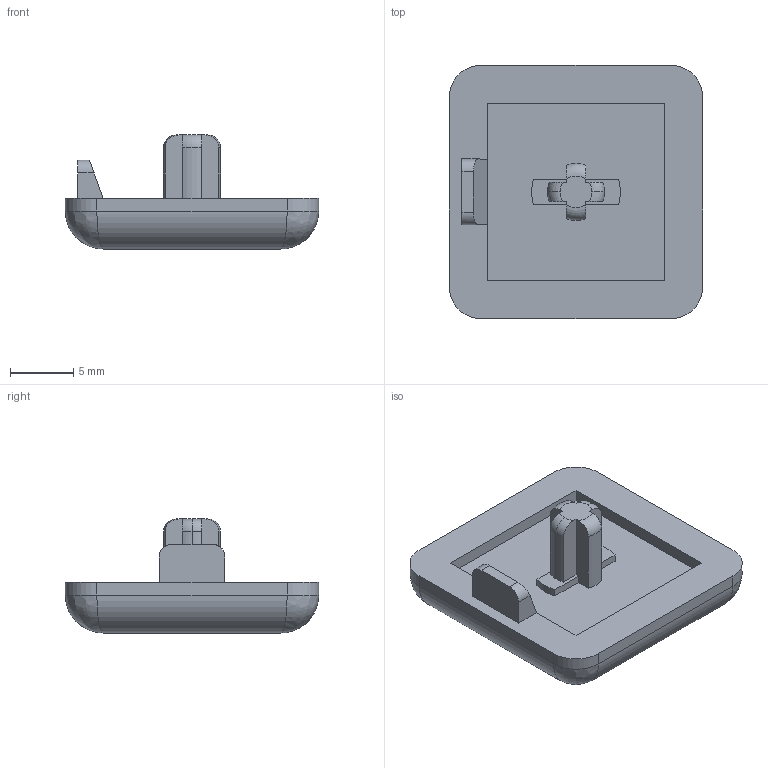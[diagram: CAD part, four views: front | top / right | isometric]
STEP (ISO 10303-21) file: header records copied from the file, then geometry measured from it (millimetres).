
FILE_DESCRIPTION(('STEP AP214'),'1');
FILE_NAME('fath_091043.stp','2017-05-01T06:12:36',('TraceParts'),('TraceParts S.A.'),'Spatial InterOp 3D',' ',' ');
FILE_SCHEMA(('automotive_design'));
Length unit declared in the file: millimetre
Products named in the file (1): fath_091043
Bounding box: 20 x 20 x 9 mm (x, y, z)
Volume: 1334.6 mm3; surface area: 1180.8 mm2
Topology: 1 solids, 1 shells, 61 faces, 159 edges, 98 vertices
Faces by surface type: plane 31, cylinder 20, torus 6, bspline 4
Entity records: 2560 total; most frequent: CARTESIAN_POINT 605, ORIENTED_EDGE 310, DIRECTION 291, EDGE_CURVE 155, LINE 99, VECTOR 99, VERTEX_POINT 98, AXIS2_PLACEMENT_3D 96
